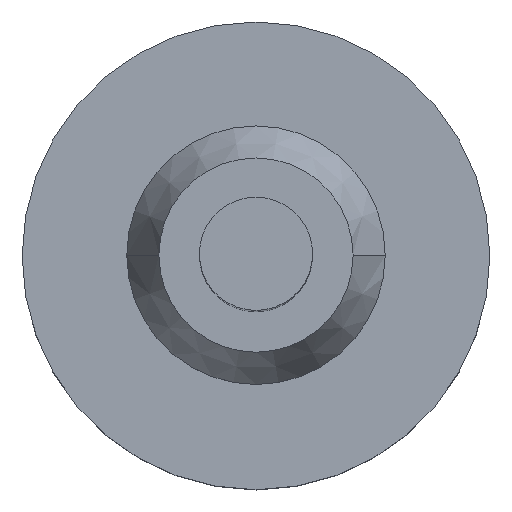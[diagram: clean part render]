
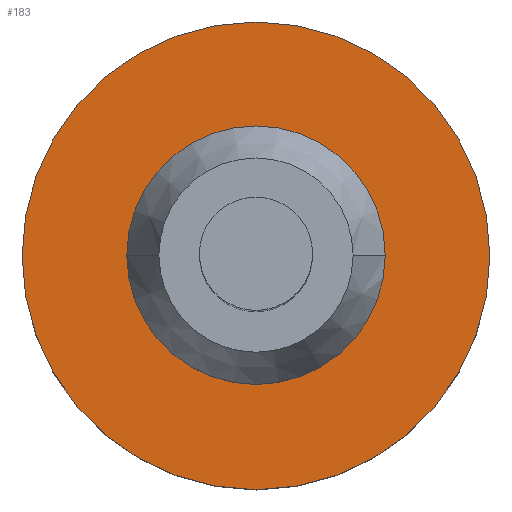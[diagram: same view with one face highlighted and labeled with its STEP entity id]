
A CAD part, top view. The second image highlights one B-rep face of the part: STEP entity #183.
In plain terms, the highlighted planar face has unit normal (0, 0, 1).
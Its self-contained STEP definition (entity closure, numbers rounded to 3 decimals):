
#47 = DIRECTION ( 'NONE',  ( 0., 0., -1. ) ) ;
#75 = AXIS2_PLACEMENT_3D ( 'NONE', #969, #47, #1135 ) ;
#183 = ADVANCED_FACE ( 'NONE', ( #642, #1508 ), #1699, .F. ) ;
#212 = VERTEX_POINT ( 'NONE', #325 ) ;
#220 = VERTEX_POINT ( 'NONE', #631 ) ;
#289 = DIRECTION ( 'NONE',  ( 0., 0., -1. ) ) ;
#305 = DIRECTION ( 'NONE',  ( 0., 0., -1. ) ) ;
#325 = CARTESIAN_POINT ( 'NONE',  ( -8.5, -16.25, -2.5 ) ) ;
#332 = EDGE_LOOP ( 'NONE', ( #2075, #1711 ) ) ;
#437 = CIRCLE ( 'NONE', #1199, 9.5 ) ;
#492 = EDGE_CURVE ( 'NONE', #220, #212, #437, .T. ) ;
#499 = AXIS2_PLACEMENT_3D ( 'NONE', #1813, #822, #1979 ) ;
#572 = DIRECTION ( 'NONE',  ( 0., 0., -1. ) ) ;
#593 = EDGE_CURVE ( 'NONE', #212, #220, #1624, .T. ) ;
#631 = CARTESIAN_POINT ( 'NONE',  ( 10.5, -16.25, -2.5 ) ) ;
#642 = FACE_OUTER_BOUND ( 'NONE', #332, .T. ) ;
#664 = CARTESIAN_POINT ( 'NONE',  ( 4.5, -16.25, -2.5 ) ) ;
#809 = CARTESIAN_POINT ( 'NONE',  ( -2.5, -16.25, -2.5 ) ) ;
#822 = DIRECTION ( 'NONE',  ( 0., 0., -1. ) ) ;
#969 = CARTESIAN_POINT ( 'NONE',  ( 1., -16.25, -2.5 ) ) ;
#1003 = EDGE_LOOP ( 'NONE', ( #2061, #1552 ) ) ;
#1135 = DIRECTION ( 'NONE',  ( -1., 0., 0. ) ) ;
#1172 = EDGE_CURVE ( 'NONE', #1739, #1504, #1897, .T. ) ;
#1199 = AXIS2_PLACEMENT_3D ( 'NONE', #1218, #289, #1387 ) ;
#1218 = CARTESIAN_POINT ( 'NONE',  ( 1., -16.25, -2.5 ) ) ;
#1239 = CIRCLE ( 'NONE', #75, 3.5 ) ;
#1240 = CARTESIAN_POINT ( 'NONE',  ( 1., -16.25, -2.5 ) ) ;
#1387 = DIRECTION ( 'NONE',  ( -1., 0., 0. ) ) ;
#1407 = DIRECTION ( 'NONE',  ( -1., 0., 0. ) ) ;
#1471 = EDGE_CURVE ( 'NONE', #1504, #1739, #1239, .T. ) ;
#1504 = VERTEX_POINT ( 'NONE', #809 ) ;
#1508 = FACE_BOUND ( 'NONE', #1003, .T. ) ;
#1542 = CARTESIAN_POINT ( 'NONE',  ( 1., -16.25, -2.5 ) ) ;
#1552 = ORIENTED_EDGE ( 'NONE', *, *, #1471, .T. ) ;
#1624 = CIRCLE ( 'NONE', #1752, 9.5 ) ;
#1699 = PLANE ( 'NONE',  #1973 ) ;
#1704 = DIRECTION ( 'NONE',  ( -1., 0., 0. ) ) ;
#1711 = ORIENTED_EDGE ( 'NONE', *, *, #593, .F. ) ;
#1739 = VERTEX_POINT ( 'NONE', #664 ) ;
#1752 = AXIS2_PLACEMENT_3D ( 'NONE', #1240, #305, #1407 ) ;
#1813 = CARTESIAN_POINT ( 'NONE',  ( 1., -16.25, -2.5 ) ) ;
#1897 = CIRCLE ( 'NONE', #499, 3.5 ) ;
#1973 = AXIS2_PLACEMENT_3D ( 'NONE', #1542, #572, #1704 ) ;
#1979 = DIRECTION ( 'NONE',  ( -1., 0., 0. ) ) ;
#2061 = ORIENTED_EDGE ( 'NONE', *, *, #1172, .T. ) ;
#2075 = ORIENTED_EDGE ( 'NONE', *, *, #492, .F. ) ;
